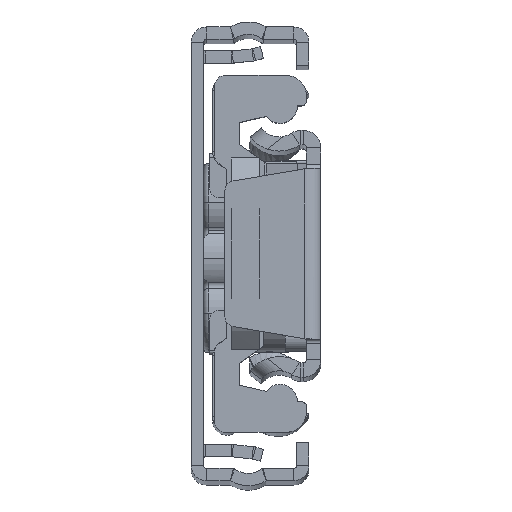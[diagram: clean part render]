
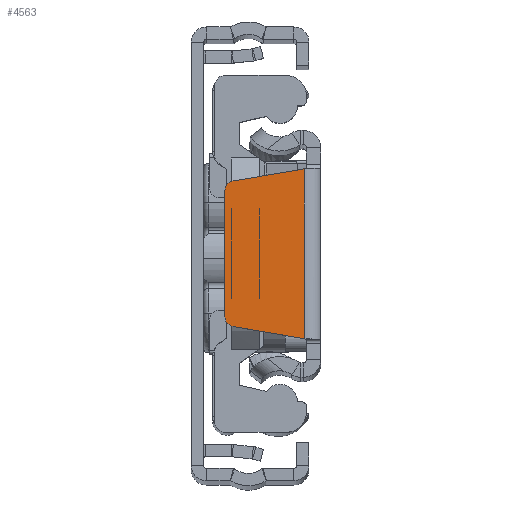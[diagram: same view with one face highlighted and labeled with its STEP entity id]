
A CAD part, top view. The second image highlights one B-rep face of the part: STEP entity #4563.
In plain terms, the highlighted planar face has unit normal (0, 0, 1).
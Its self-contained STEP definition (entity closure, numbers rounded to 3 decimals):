
#245 = LINE ( 'NONE', #17512, #3034 ) ;
#333 = CIRCLE ( 'NONE', #1963, 1. ) ;
#501 = VERTEX_POINT ( 'NONE', #7301 ) ;
#549 = FACE_OUTER_BOUND ( 'NONE', #16303, .T. ) ;
#938 = DIRECTION ( 'NONE',  ( 0., 0., -1. ) ) ;
#1891 = VERTEX_POINT ( 'NONE', #5057 ) ;
#1920 = CARTESIAN_POINT ( 'NONE',  ( -8.568, -7.142, 0. ) ) ;
#1963 = AXIS2_PLACEMENT_3D ( 'NONE', #3899, #938, #11756 ) ;
#2082 = DIRECTION ( 'NONE',  ( -1., 0., 0. ) ) ;
#2132 = CARTESIAN_POINT ( 'NONE',  ( -1.6, -8.333, 0. ) ) ;
#2498 = ORIENTED_EDGE ( 'NONE', *, *, #15153, .F. ) ;
#2574 = ORIENTED_EDGE ( 'NONE', *, *, #17567, .F. ) ;
#3034 = VECTOR ( 'NONE', #14336, 1000. ) ;
#3674 = VERTEX_POINT ( 'NONE', #14999 ) ;
#3899 = CARTESIAN_POINT ( 'NONE',  ( -8.4, -6.156, 0. ) ) ;
#4163 = CARTESIAN_POINT ( 'NONE',  ( -1.5, 8.35, 0. ) ) ;
#4268 = DIRECTION ( 'NONE',  ( 0.986, 0.168, 0. ) ) ;
#4563 = ADVANCED_FACE ( 'NONE', ( #549 ), #13112, .F. ) ;
#5057 = CARTESIAN_POINT ( 'NONE',  ( -1.6, -8.333, 0. ) ) ;
#5324 = DIRECTION ( 'NONE',  ( 0., 0., -1. ) ) ;
#5570 = ORIENTED_EDGE ( 'NONE', *, *, #15241, .F. ) ;
#6648 = ORIENTED_EDGE ( 'NONE', *, *, #11925, .F. ) ;
#6687 = DIRECTION ( 'NONE',  ( 0., 1., 0. ) ) ;
#7301 = CARTESIAN_POINT ( 'NONE',  ( -9.4, 6.156, 0. ) ) ;
#7435 = CARTESIAN_POINT ( 'NONE',  ( -1.6, 8.333, 0. ) ) ;
#7479 = VECTOR ( 'NONE', #4268, 1000. ) ;
#7643 = LINE ( 'NONE', #4163, #7479 ) ;
#8213 = AXIS2_PLACEMENT_3D ( 'NONE', #19348, #5324, #17818 ) ;
#8264 = LINE ( 'NONE', #2132, #12495 ) ;
#8556 = CARTESIAN_POINT ( 'NONE',  ( -8.568, 7.142, 0. ) ) ;
#8682 = VERTEX_POINT ( 'NONE', #1920 ) ;
#9545 = AXIS2_PLACEMENT_3D ( 'NONE', #19154, #12707, #2082 ) ;
#9735 = LINE ( 'NONE', #16084, #12370 ) ;
#9789 = VERTEX_POINT ( 'NONE', #7435 ) ;
#10367 = ORIENTED_EDGE ( 'NONE', *, *, #17476, .F. ) ;
#10770 = ORIENTED_EDGE ( 'NONE', *, *, #10898, .F. ) ;
#10898 = EDGE_CURVE ( 'NONE', #9789, #1891, #8264, .T. ) ;
#11044 = VERTEX_POINT ( 'NONE', #8556 ) ;
#11756 = DIRECTION ( 'NONE',  ( -1., 0., 0. ) ) ;
#11925 = EDGE_CURVE ( 'NONE', #8682, #3674, #333, .T. ) ;
#12370 = VECTOR ( 'NONE', #6687, 1000. ) ;
#12495 = VECTOR ( 'NONE', #14188, 1000. ) ;
#12707 = DIRECTION ( 'NONE',  ( 0., 0., -1. ) ) ;
#13112 = PLANE ( 'NONE',  #8213 ) ;
#14188 = DIRECTION ( 'NONE',  ( 0., -1., 0. ) ) ;
#14336 = DIRECTION ( 'NONE',  ( -0.986, 0.168, 0. ) ) ;
#14999 = CARTESIAN_POINT ( 'NONE',  ( -9.4, -6.156, 0. ) ) ;
#15153 = EDGE_CURVE ( 'NONE', #1891, #8682, #245, .T. ) ;
#15241 = EDGE_CURVE ( 'NONE', #501, #11044, #16078, .T. ) ;
#16078 = CIRCLE ( 'NONE', #9545, 1. ) ;
#16084 = CARTESIAN_POINT ( 'NONE',  ( -9.4, 6.156, 0. ) ) ;
#16303 = EDGE_LOOP ( 'NONE', ( #10770, #2574, #5570, #10367, #6648, #2498 ) ) ;
#17476 = EDGE_CURVE ( 'NONE', #3674, #501, #9735, .T. ) ;
#17512 = CARTESIAN_POINT ( 'NONE',  ( -8.568, -7.142, 0. ) ) ;
#17567 = EDGE_CURVE ( 'NONE', #11044, #9789, #7643, .T. ) ;
#17818 = DIRECTION ( 'NONE',  ( -1., 0., 0. ) ) ;
#19154 = CARTESIAN_POINT ( 'NONE',  ( -8.4, 6.156, 0. ) ) ;
#19348 = CARTESIAN_POINT ( 'NONE',  ( -8.4, 6.156, 0. ) ) ;
